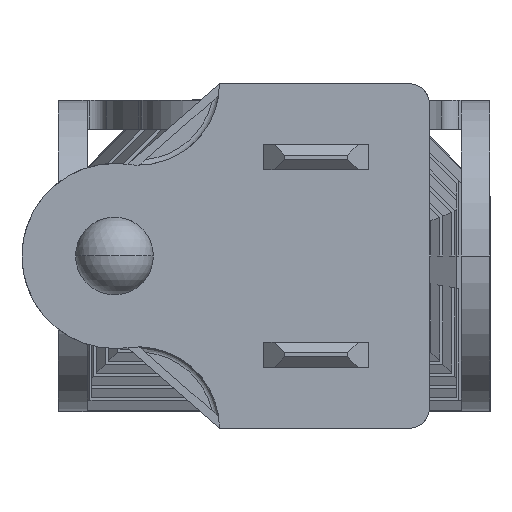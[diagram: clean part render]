
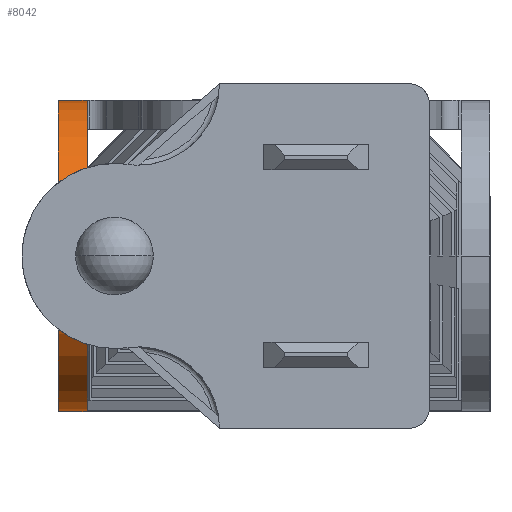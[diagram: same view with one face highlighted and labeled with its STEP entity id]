
A CAD part, left-side view. The second image highlights one B-rep face of the part: STEP entity #8042.
In plain terms, the highlighted cylindrical face has radius 9.4 mm (diameter 18.8 mm), a partial arc.
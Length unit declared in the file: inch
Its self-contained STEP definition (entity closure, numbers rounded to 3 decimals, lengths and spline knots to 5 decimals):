
#176 = CYLINDRICAL_SURFACE ( 'NONE', #5363, 0.37008 ) ;
#193 = CARTESIAN_POINT ( 'NONE',  ( -2.48425, -0.37008, 0.44488 ) ) ;
#452 = VERTEX_POINT ( 'NONE', #193 ) ;
#608 = CARTESIAN_POINT ( 'NONE',  ( -2.48425, 0., 0.44488 ) ) ;
#681 = LINE ( 'NONE', #11505, #8622 ) ;
#1019 = CARTESIAN_POINT ( 'NONE',  ( -2.48425, 0., 0.51378 ) ) ;
#1641 = VECTOR ( 'NONE', #9380, 39.37008 ) ;
#1916 = DIRECTION ( 'NONE',  ( 0., 0., 1. ) ) ;
#2444 = AXIS2_PLACEMENT_3D ( 'NONE', #608, #2448, #12627 ) ;
#2448 = DIRECTION ( 'NONE',  ( 0., 0., 1. ) ) ;
#3043 = DIRECTION ( 'NONE',  ( 1., 0., 0. ) ) ;
#3154 = EDGE_CURVE ( 'NONE', #5708, #452, #7710, .T. ) ;
#3191 = FACE_OUTER_BOUND ( 'NONE', #11130, .T. ) ;
#3242 = CIRCLE ( 'NONE', #10594, 0.37008 ) ;
#3626 = ORIENTED_EDGE ( 'NONE', *, *, #5296, .T. ) ;
#3630 = CARTESIAN_POINT ( 'NONE',  ( -2.48425, -0.37008, 0.51378 ) ) ;
#4191 = CARTESIAN_POINT ( 'NONE',  ( -2.48425, 0., 0.44488 ) ) ;
#4983 = VERTEX_POINT ( 'NONE', #5370 ) ;
#5296 = EDGE_CURVE ( 'NONE', #452, #5426, #9198, .T. ) ;
#5363 = AXIS2_PLACEMENT_3D ( 'NONE', #4191, #10306, #6102 ) ;
#5370 = CARTESIAN_POINT ( 'NONE',  ( -2.48425, 0.37008, 0.51378 ) ) ;
#5426 = VERTEX_POINT ( 'NONE', #3630 ) ;
#5708 = VERTEX_POINT ( 'NONE', #12716 ) ;
#6102 = DIRECTION ( 'NONE',  ( 1., 0., 0. ) ) ;
#6434 = EDGE_CURVE ( 'NONE', #5708, #4983, #681, .T. ) ;
#6501 = ORIENTED_EDGE ( 'NONE', *, *, #3154, .T. ) ;
#6598 = ORIENTED_EDGE ( 'NONE', *, *, #10841, .F. ) ;
#7710 = CIRCLE ( 'NONE', #2444, 0.37008 ) ;
#8042 = ADVANCED_FACE ( 'NONE', ( #3191 ), #176, .T. ) ;
#8622 = VECTOR ( 'NONE', #10567, 39.37008 ) ;
#9198 = LINE ( 'NONE', #12333, #1641 ) ;
#9380 = DIRECTION ( 'NONE',  ( 0., 0., 1. ) ) ;
#10306 = DIRECTION ( 'NONE',  ( 0., 0., 1. ) ) ;
#10567 = DIRECTION ( 'NONE',  ( 0., 0., 1. ) ) ;
#10594 = AXIS2_PLACEMENT_3D ( 'NONE', #1019, #1916, #3043 ) ;
#10841 = EDGE_CURVE ( 'NONE', #4983, #5426, #3242, .T. ) ;
#11130 = EDGE_LOOP ( 'NONE', ( #6598, #11516, #6501, #3626 ) ) ;
#11505 = CARTESIAN_POINT ( 'NONE',  ( -2.48425, 0.37008, 0.44488 ) ) ;
#11516 = ORIENTED_EDGE ( 'NONE', *, *, #6434, .F. ) ;
#12333 = CARTESIAN_POINT ( 'NONE',  ( -2.48425, -0.37008, 0.44488 ) ) ;
#12627 = DIRECTION ( 'NONE',  ( 1., 0., 0. ) ) ;
#12716 = CARTESIAN_POINT ( 'NONE',  ( -2.48425, 0.37008, 0.44488 ) ) ;
